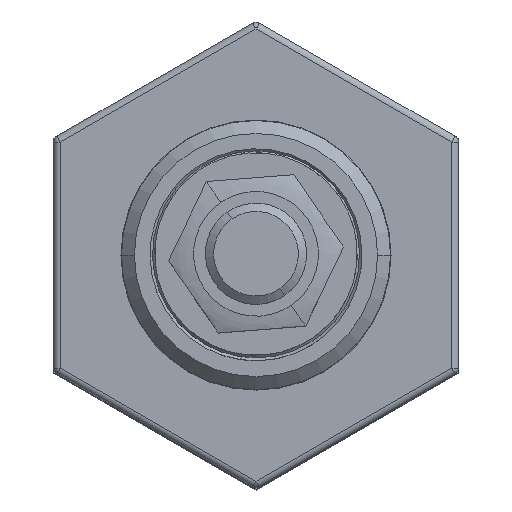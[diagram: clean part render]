
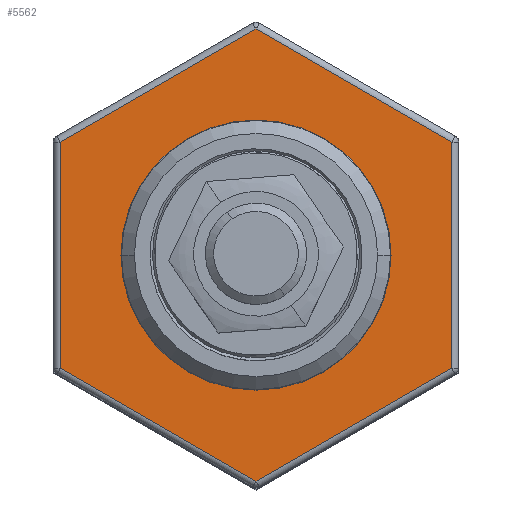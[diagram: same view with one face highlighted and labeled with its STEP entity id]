
A CAD part, top view. The second image highlights one B-rep face of the part: STEP entity #5562.
In plain terms, the highlighted planar face has unit normal (0, 0, 1).
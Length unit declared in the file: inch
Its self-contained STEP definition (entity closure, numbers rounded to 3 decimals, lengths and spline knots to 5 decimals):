
#1746 = ORIENTED_EDGE ( 'NONE', *, *, #5391, .T. ) ;
#1914 = ORIENTED_EDGE ( 'NONE', *, *, #5374, .T. ) ;
#1921 = ORIENTED_EDGE ( 'NONE', *, *, #5373, .T. ) ;
#2015 = VERTEX_POINT ( 'NONE', #3555 ) ;
#2075 = VERTEX_POINT ( 'NONE', #3813 ) ;
#3555 = CARTESIAN_POINT ( 'NONE',  ( 0.49545, 0., 2.107 ) ) ;
#3813 = CARTESIAN_POINT ( 'NONE',  ( -0.49545, 0., 2.107 ) ) ;
#3953 = EDGE_LOOP ( 'NONE', ( #20152, #20072 ) ) ;
#4020 = EDGE_LOOP ( 'NONE', ( #1746, #20225, #20189, #20149, #1921, #1914 ) ) ;
#5219 = EDGE_CURVE ( 'NONE', #2015, #2075, #8912, .T. ) ;
#5370 = EDGE_CURVE ( 'NONE', #2075, #2015, #9123, .T. ) ;
#5373 = EDGE_CURVE ( 'NONE', #17947, #18012, #9126, .T. ) ;
#5374 = EDGE_CURVE ( 'NONE', #18012, #17956, #9125, .T. ) ;
#5388 = EDGE_CURVE ( 'NONE', #17935, #18013, #9155, .T. ) ;
#5389 = EDGE_CURVE ( 'NONE', #18013, #17947, #9156, .T. ) ;
#5391 = EDGE_CURVE ( 'NONE', #17956, #19091, #9160, .T. ) ;
#5392 = EDGE_CURVE ( 'NONE', #19091, #17935, #9162, .T. ) ;
#5562 = ADVANCED_FACE ( 'NONE', ( #11674, #11687 ), #11532, .T. ) ;
#6738 = AXIS2_PLACEMENT_3D ( 'NONE', #8714, #8715, #8716 ) ;
#8714 = CARTESIAN_POINT ( 'NONE',  ( 0., 0., 2.107 ) ) ;
#8715 = DIRECTION ( 'NONE',  ( 0., 0., 1. ) ) ;
#8716 = DIRECTION ( 'NONE',  ( 1., 0., 0. ) ) ;
#8912 = CIRCLE ( 'NONE', #6738, 0.49545 ) ;
#9123 = CIRCLE ( 'NONE', #9718, 0.49545 ) ;
#9125 = LINE ( 'NONE', #11019, #9131 ) ;
#9126 = LINE ( 'NONE', #11024, #9129 ) ;
#9129 = VECTOR ( 'NONE', #11026, 39.37008 ) ;
#9131 = VECTOR ( 'NONE', #11027, 39.37008 ) ;
#9155 = LINE ( 'NONE', #11048, #9157 ) ;
#9156 = LINE ( 'NONE', #11057, #9159 ) ;
#9157 = VECTOR ( 'NONE', #11044, 39.37008 ) ;
#9159 = VECTOR ( 'NONE', #11058, 39.37008 ) ;
#9160 = LINE ( 'NONE', #11061, #9163 ) ;
#9162 = LINE ( 'NONE', #11063, #9165 ) ;
#9163 = VECTOR ( 'NONE', #11062, 39.37008 ) ;
#9165 = VECTOR ( 'NONE', #11064, 39.37008 ) ;
#9718 = AXIS2_PLACEMENT_3D ( 'NONE', #11016, #11017, #11018 ) ;
#9798 = AXIS2_PLACEMENT_3D ( 'NONE', #11531, #11537, #11538 ) ;
#11016 = CARTESIAN_POINT ( 'NONE',  ( 0., 0., 2.107 ) ) ;
#11017 = DIRECTION ( 'NONE',  ( 0., 0., 1. ) ) ;
#11018 = DIRECTION ( 'NONE',  ( 1., 0., 0. ) ) ;
#11019 = CARTESIAN_POINT ( 'NONE',  ( -0.0125, 0.84437, 2.107 ) ) ;
#11024 = CARTESIAN_POINT ( 'NONE',  ( 0.725, 0.43301, 2.107 ) ) ;
#11026 = DIRECTION ( 'NONE',  ( 0., 1., 0. ) ) ;
#11027 = DIRECTION ( 'NONE',  ( -0.866, 0.5, 0. ) ) ;
#11044 = DIRECTION ( 'NONE',  ( 0.866, -0.5, 0. ) ) ;
#11048 = CARTESIAN_POINT ( 'NONE',  ( 0.0125, -0.84437, 2.107 ) ) ;
#11057 = CARTESIAN_POINT ( 'NONE',  ( 0.7375, -0.41136, 2.107 ) ) ;
#11058 = DIRECTION ( 'NONE',  ( 0.866, 0.5, 0. ) ) ;
#11061 = CARTESIAN_POINT ( 'NONE',  ( -0.7375, 0.41136, 2.107 ) ) ;
#11062 = DIRECTION ( 'NONE',  ( -0.866, -0.5, 0. ) ) ;
#11063 = CARTESIAN_POINT ( 'NONE',  ( -0.725, -0.43301, 2.107 ) ) ;
#11064 = DIRECTION ( 'NONE',  ( 0., -1., 0. ) ) ;
#11531 = CARTESIAN_POINT ( 'NONE',  ( -0.75, 1.29904, 2.107 ) ) ;
#11532 = PLANE ( 'NONE',  #9798 ) ;
#11537 = DIRECTION ( 'NONE',  ( 0., 0., 1. ) ) ;
#11538 = DIRECTION ( 'NONE',  ( 1., 0., 0. ) ) ;
#11674 = FACE_OUTER_BOUND ( 'NONE', #4020, .T. ) ;
#11687 = FACE_BOUND ( 'NONE', #3953, .T. ) ;
#16937 = CARTESIAN_POINT ( 'NONE',  ( -0.725, -0.41858, 2.107 ) ) ;
#16946 = CARTESIAN_POINT ( 'NONE',  ( 0.725, -0.41858, 2.107 ) ) ;
#16948 = CARTESIAN_POINT ( 'NONE',  ( 0., 0.83716, 2.107 ) ) ;
#16997 = CARTESIAN_POINT ( 'NONE',  ( 0.725, 0.41858, 2.107 ) ) ;
#16998 = CARTESIAN_POINT ( 'NONE',  ( 0., -0.83716, 2.107 ) ) ;
#17086 = CARTESIAN_POINT ( 'NONE',  ( -0.725, 0.41858, 2.107 ) ) ;
#17935 = VERTEX_POINT ( 'NONE', #16937 ) ;
#17947 = VERTEX_POINT ( 'NONE', #16946 ) ;
#17956 = VERTEX_POINT ( 'NONE', #16948 ) ;
#18012 = VERTEX_POINT ( 'NONE', #16997 ) ;
#18013 = VERTEX_POINT ( 'NONE', #16998 ) ;
#19091 = VERTEX_POINT ( 'NONE', #17086 ) ;
#20072 = ORIENTED_EDGE ( 'NONE', *, *, #5370, .F. ) ;
#20149 = ORIENTED_EDGE ( 'NONE', *, *, #5389, .T. ) ;
#20152 = ORIENTED_EDGE ( 'NONE', *, *, #5219, .F. ) ;
#20189 = ORIENTED_EDGE ( 'NONE', *, *, #5388, .T. ) ;
#20225 = ORIENTED_EDGE ( 'NONE', *, *, #5392, .T. ) ;
